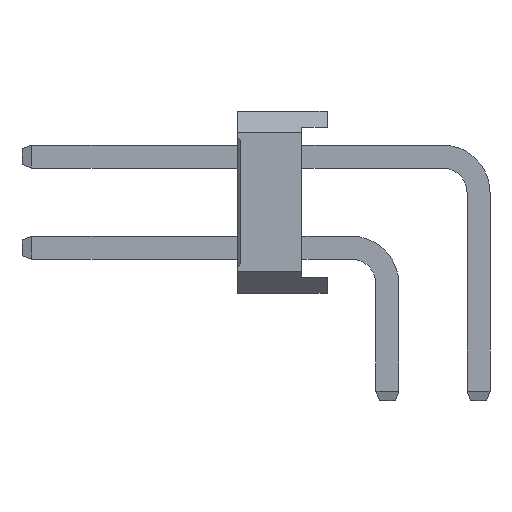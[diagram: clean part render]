
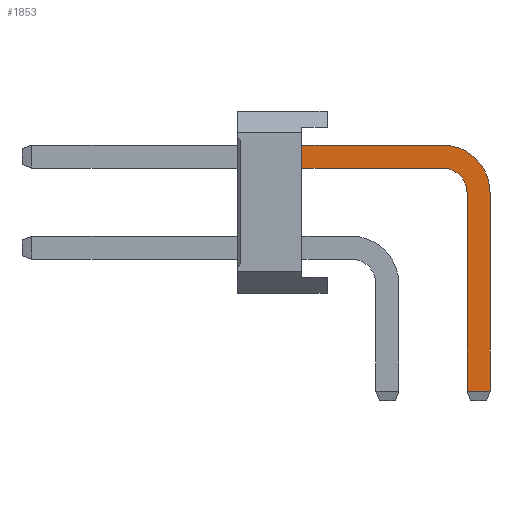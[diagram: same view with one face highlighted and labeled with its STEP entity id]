
A CAD part, left-side view. The second image highlights one B-rep face of the part: STEP entity #1853.
In plain terms, the highlighted planar face has unit normal (-1, 0, 0).
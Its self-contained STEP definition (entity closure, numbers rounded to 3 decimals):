
#1853=ADVANCED_FACE('',(#5842),#5844,.T.);
#5842=FACE_BOUND('',#5843,.T.);
#5843=EDGE_LOOP('',(#8991,#8992,#8993,#8994,#8995,#8996,#8997,#8998));
#5844=PLANE('',#5845);
#5845=AXIS2_PLACEMENT_3D('',#5846,#5847,#5848);
#5846=CARTESIAN_POINT('',(-0.32,-2.22,-3.));
#5847=DIRECTION('',(-1.,0.,0.));
#5848=DIRECTION('',(0.,-1.,0.));
#8991=ORIENTED_EDGE('',*,*,#10914,.T.);
#8992=ORIENTED_EDGE('',*,*,#10915,.T.);
#8993=ORIENTED_EDGE('',*,*,#10916,.T.);
#8994=ORIENTED_EDGE('',*,*,#10917,.T.);
#8995=ORIENTED_EDGE('',*,*,#10401,.T.);
#8996=ORIENTED_EDGE('',*,*,#10913,.F.);
#8997=ORIENTED_EDGE('',*,*,#10918,.F.);
#8998=ORIENTED_EDGE('',*,*,#10919,.F.);
#10401=EDGE_CURVE('',#11822,#11820,#11823,.T.);
#10913=EDGE_CURVE('',#12628,#11820,#12630,.T.);
#10914=EDGE_CURVE('',#12631,#12632,#12633,.T.);
#10915=EDGE_CURVE('',#12632,#12634,#12635,.T.);
#10916=EDGE_CURVE('',#12634,#12636,#12637,.T.);
#10917=EDGE_CURVE('',#12636,#11822,#12638,.T.);
#10918=EDGE_CURVE('',#12639,#12628,#12640,.T.);
#10919=EDGE_CURVE('',#12631,#12639,#12641,.T.);
#11820=VERTEX_POINT('',#14220);
#11822=VERTEX_POINT('',#14224);
#11823=LINE('',#14225,#14226);
#12628=VERTEX_POINT('',#16086);
#12630=LINE('',#16090,#16091);
#12631=VERTEX_POINT('',#16093);
#12632=VERTEX_POINT('',#16094);
#12633=LINE('',#16095,#16096);
#12634=VERTEX_POINT('',#16098);
#12635=LINE('',#16099,#16100);
#12636=VERTEX_POINT('',#16102);
#12637=CIRCLE('',#16103,1.32);
#12638=LINE('',#16107,#16108);
#12639=VERTEX_POINT('',#16110);
#12640=CIRCLE('',#16111,0.68);
#12641=LINE('',#16115,#16116);
#14220=CARTESIAN_POINT('',(-0.32,2.38,3.49));
#14224=CARTESIAN_POINT('',(-0.32,2.38,4.13));
#14225=CARTESIAN_POINT('',(-0.32,2.38,4.13));
#14226=VECTOR('',#14227,1.);
#14227=DIRECTION('',(0.,0.,-1.));
#16086=CARTESIAN_POINT('',(-0.32,-1.54,3.49));
#16090=CARTESIAN_POINT('',(-0.32,-1.54,3.49));
#16091=VECTOR('',#16092,1.);
#16092=DIRECTION('',(0.,1.,0.));
#16093=CARTESIAN_POINT('',(-0.32,-2.22,-2.725));
#16094=CARTESIAN_POINT('',(-0.32,-2.86,-2.725));
#16095=CARTESIAN_POINT('',(-0.32,-2.22,-2.725));
#16096=VECTOR('',#16097,1.);
#16097=DIRECTION('',(0.,-1.,0.));
#16098=CARTESIAN_POINT('',(-0.32,-2.86,2.81));
#16099=CARTESIAN_POINT('',(-0.32,-2.86,-2.725));
#16100=VECTOR('',#16101,1.);
#16101=DIRECTION('',(0.,0.,1.));
#16102=CARTESIAN_POINT('',(-0.32,-1.54,4.13));
#16103=AXIS2_PLACEMENT_3D('',#16104,#16105,#16106);
#16104=CARTESIAN_POINT('',(-0.32,-1.54,2.81));
#16105=DIRECTION('',(-1.,0.,0.));
#16106=DIRECTION('',(0.,-1.,0.));
#16107=CARTESIAN_POINT('',(-0.32,-1.54,4.13));
#16108=VECTOR('',#16109,1.);
#16109=DIRECTION('',(0.,1.,0.));
#16110=CARTESIAN_POINT('',(-0.32,-2.22,2.81));
#16111=AXIS2_PLACEMENT_3D('',#16112,#16113,#16114);
#16112=CARTESIAN_POINT('',(-0.32,-1.54,2.81));
#16113=DIRECTION('',(-1.,0.,0.));
#16114=DIRECTION('',(0.,-1.,0.));
#16115=CARTESIAN_POINT('',(-0.32,-2.22,-2.725));
#16116=VECTOR('',#16117,1.);
#16117=DIRECTION('',(0.,0.,1.));
